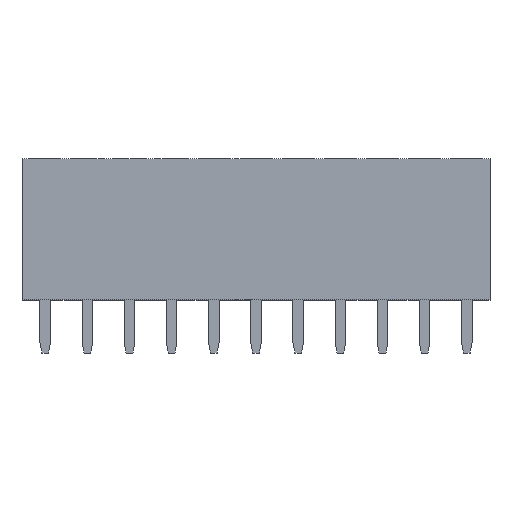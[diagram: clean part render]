
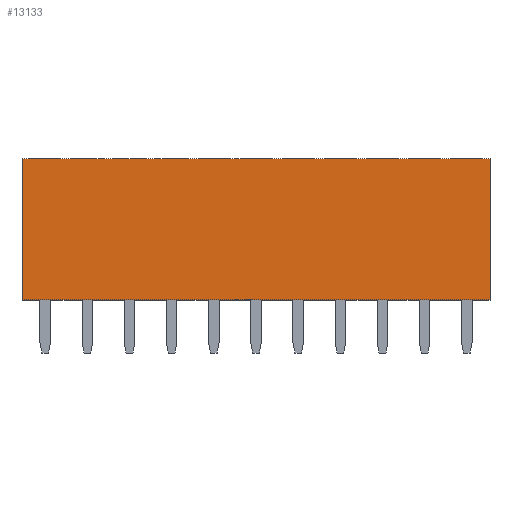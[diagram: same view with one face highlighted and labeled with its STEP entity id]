
A CAD part, top view. The second image highlights one B-rep face of the part: STEP entity #13133.
In plain terms, the highlighted planar face has unit normal (0, 0, 1).
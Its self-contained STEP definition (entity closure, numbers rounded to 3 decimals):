
#5808 = VERTEX_POINT('',#5809);
#5809 = CARTESIAN_POINT('',(14.095,0.,1.25));
#5815 = EDGE_CURVE('',#5816,#5808,#5818,.T.);
#5816 = VERTEX_POINT('',#5817);
#5817 = CARTESIAN_POINT('',(-14.095,0.,1.25));
#5818 = LINE('',#5819,#5820);
#5819 = CARTESIAN_POINT('',(-14.095,0.,1.25));
#5820 = VECTOR('',#5821,1.);
#5821 = DIRECTION('',(1.,0.,0.));
#12879 = VERTEX_POINT('',#12880);
#12880 = CARTESIAN_POINT('',(14.095,8.5,1.25));
#12897 = VERTEX_POINT('',#12898);
#12898 = CARTESIAN_POINT('',(-14.095,8.5,1.25));
#12904 = EDGE_CURVE('',#12897,#12879,#12905,.T.);
#12905 = LINE('',#12906,#12907);
#12906 = CARTESIAN_POINT('',(-14.095,8.5,1.25));
#12907 = VECTOR('',#12908,1.);
#12908 = DIRECTION('',(1.,0.,0.));
#13133 = ADVANCED_FACE('',(#13134),#13150,.T.);
#13134 = FACE_BOUND('',#13135,.T.);
#13135 = EDGE_LOOP('',(#13136,#13142,#13143,#13149));
#13136 = ORIENTED_EDGE('',*,*,#13137,.T.);
#13137 = EDGE_CURVE('',#5808,#12879,#13138,.T.);
#13138 = LINE('',#13139,#13140);
#13139 = CARTESIAN_POINT('',(14.095,0.,1.25));
#13140 = VECTOR('',#13141,1.);
#13141 = DIRECTION('',(0.,1.,0.));
#13142 = ORIENTED_EDGE('',*,*,#12904,.F.);
#13143 = ORIENTED_EDGE('',*,*,#13144,.F.);
#13144 = EDGE_CURVE('',#5816,#12897,#13145,.T.);
#13145 = LINE('',#13146,#13147);
#13146 = CARTESIAN_POINT('',(-14.095,0.,1.25));
#13147 = VECTOR('',#13148,1.);
#13148 = DIRECTION('',(0.,1.,0.));
#13149 = ORIENTED_EDGE('',*,*,#5815,.T.);
#13150 = PLANE('',#13151);
#13151 = AXIS2_PLACEMENT_3D('',#13152,#13153,#13154);
#13152 = CARTESIAN_POINT('',(-14.095,4.25,1.25));
#13153 = DIRECTION('',(0.,0.,1.));
#13154 = DIRECTION('',(0.,-1.,0.));
